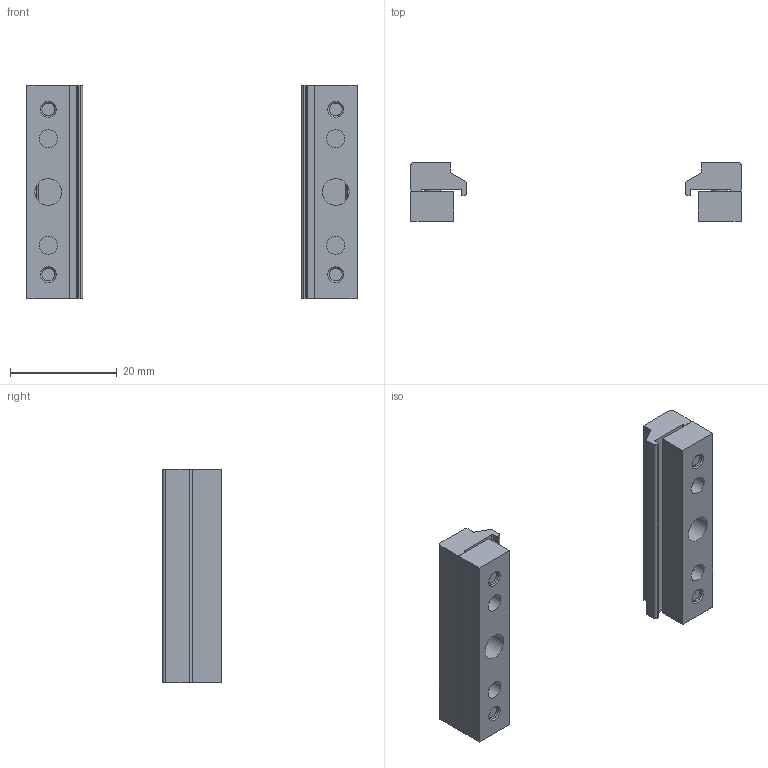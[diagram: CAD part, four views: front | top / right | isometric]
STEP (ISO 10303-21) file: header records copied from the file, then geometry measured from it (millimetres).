
FILE_DESCRIPTION(/* description */ ('STEP AP214'),/* implementation_level */ '2;1');
FILE_NAME(/* name */ '558042_MUE-50',/* time_stamp */ '2024-09-10T06:27:30+02:00',/* author */ ('License CC BY-ND 4.0'),/* organization */ ('CADENAS'),/* preprocessor_version */ 'ST-DEVELOPER v19.3',/* originating_system */ 'PARTsolutions',/* authorisation */ ' ');
FILE_SCHEMA (('AUTOMOTIVE_DESIGN {1 0 10303 214 3 1 1}'));
Length unit declared in the file: millimetre
Products named in the file (4): 558042 MUE-50---(50); 722623 MUE-50P1; DIN-912 - M3x7(F); 722626 MUE-50P2
Assembly tree (8 placements, depth 2):
  558042 MUE-50---(50)
    722623 MUE-50P1  x2
    DIN-912 - M3x7(F)  x4
    722626 MUE-50P2  x2
Bounding box: 62 x 11 x 40 mm (x, y, z)
Volume: 6443.5 mm3; surface area: 6494.1 mm2
Topology: 8 solids, 8 shells, 206 faces, 442 edges, 264 vertices
Faces by surface type: plane 104, cone 52, cylinder 50
Full cylindrical faces by diameter (mm): 2.459 x4, 3 x4, 3.4 x8, 5 x2, 5.5 x4, 6 x8
Entity records: 2115 total; most frequent: DIRECTION 370, CARTESIAN_POINT 351, ORIENTED_EDGE 284, AXIS2_PLACEMENT_3D 150, EDGE_CURVE 142, FACE_BOUND 117, EDGE_LOOP 116, VERTEX_POINT 101
